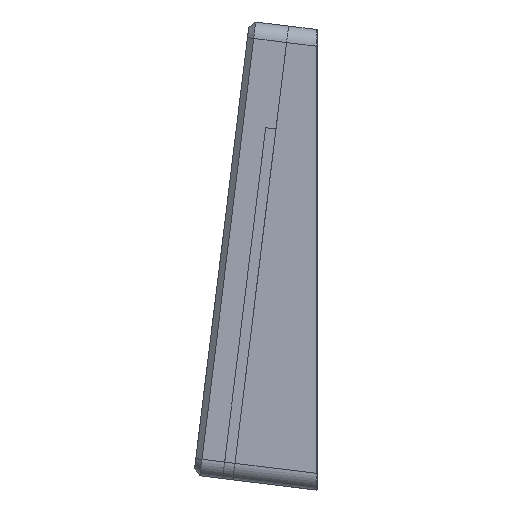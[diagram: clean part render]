
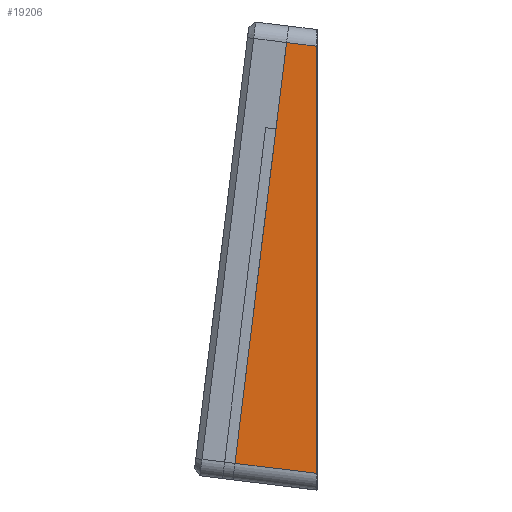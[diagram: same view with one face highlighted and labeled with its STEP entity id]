
A CAD part, left-side view. The second image highlights one B-rep face of the part: STEP entity #19206.
In plain terms, the highlighted planar face has unit normal (-1, 0, 0).
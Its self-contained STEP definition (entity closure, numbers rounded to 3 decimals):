
#2228=FACE_OUTER_BOUND('',#3483,.T.);
#3483=EDGE_LOOP('',(#16028,#16029,#16030,#16031));
#5320=LINE('',#30768,#7259);
#5335=LINE('',#30958,#7274);
#5342=LINE('',#30975,#7281);
#5348=LINE('',#31055,#7287);
#7259=VECTOR('',#24117,10.);
#7274=VECTOR('',#24212,10.);
#7281=VECTOR('',#24231,10.);
#7287=VECTOR('',#24265,10.);
#8951=VERTEX_POINT('',#30754);
#8957=VERTEX_POINT('',#30766);
#8978=VERTEX_POINT('',#30841);
#8991=VERTEX_POINT('',#30951);
#11383=EDGE_CURVE('',#8951,#8957,#5320,.T.);
#11430=EDGE_CURVE('',#8991,#8978,#5335,.T.);
#11439=EDGE_CURVE('',#8978,#8957,#5342,.T.);
#11465=EDGE_CURVE('',#8951,#8991,#5348,.T.);
#16028=ORIENTED_EDGE('',*,*,#11430,.F.);
#16029=ORIENTED_EDGE('',*,*,#11465,.F.);
#16030=ORIENTED_EDGE('',*,*,#11383,.T.);
#16031=ORIENTED_EDGE('',*,*,#11439,.F.);
#18424=PLANE('',#20533);
#19206=ADVANCED_FACE('',(#2228),#18424,.T.);
#20533=AXIS2_PLACEMENT_3D('',#31056,#24266,#24267);
#24117=DIRECTION('',(0.,0.122,-0.993));
#24212=DIRECTION('',(0.,0.,-1.));
#24231=DIRECTION('',(0.,0.993,0.122));
#24265=DIRECTION('',(0.,-0.993,-0.122));
#24266=DIRECTION('center_axis',(-1.,0.,0.));
#24267=DIRECTION('ref_axis',(0.,0.122,-0.993));
#30754=CARTESIAN_POINT('',(-0.538,-12.58,-5.888));
#30766=CARTESIAN_POINT('',(-0.538,-0.125,-107.327));
#30768=CARTESIAN_POINT('',(-0.538,-13.067,-1.917));
#30841=CARTESIAN_POINT('',(-0.538,-19.715,-109.732));
#30951=CARTESIAN_POINT('',(-0.538,-19.715,-6.764));
#30958=CARTESIAN_POINT('',(-0.538,-19.715,-2.344));
#30975=CARTESIAN_POINT('',(-0.538,-0.125,-107.327));
#31055=CARTESIAN_POINT('',(-0.538,-12.58,-5.888));
#31056=CARTESIAN_POINT('Origin',(-0.538,-13.067,-1.917));
